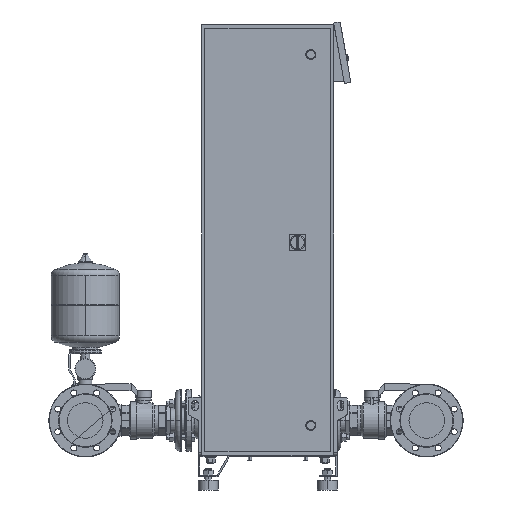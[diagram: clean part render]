
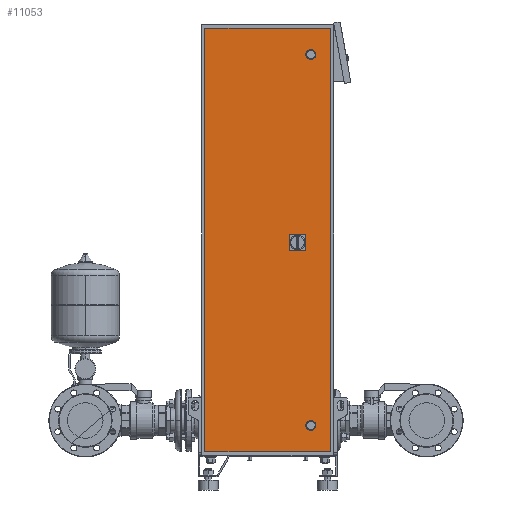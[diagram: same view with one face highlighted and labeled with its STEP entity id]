
A CAD part, left-side view. The second image highlights one B-rep face of the part: STEP entity #11053.
In plain terms, the highlighted free-form (B-spline) face has degree [1, 1] with [2, 2] control points.
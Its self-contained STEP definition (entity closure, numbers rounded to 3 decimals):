
#10686=CARTESIAN_POINT('',(-300.0,-130.0,1300.0));
#10687=VERTEX_POINT('',#10686);
#10703=CARTESIAN_POINT('',(-300.0,-130.0,1330.0));
#10704=VERTEX_POINT('',#10703);
#10711=CARTESIAN_POINT('',(-300.0,-130.0,1315.0));
#10712=DIRECTION('',(1.0,0.0,0.0));
#10713=DIRECTION('',(0.0,0.0,-1.0));
#10714=AXIS2_PLACEMENT_3D('',#10711,#10712,#10713);
#10715=CIRCLE('',#10714,15.0);
#10716=EDGE_CURVE('',#10687,#10704,#10715,.T.);
#10810=CARTESIAN_POINT('',(-300.0,-130.0,180.0));
#10811=VERTEX_POINT('',#10810);
#10827=CARTESIAN_POINT('',(-300.0,-130.0,210.0));
#10828=VERTEX_POINT('',#10827);
#10835=CARTESIAN_POINT('',(-300.0,-130.0,195.0));
#10836=DIRECTION('',(1.0,0.0,0.0));
#10837=DIRECTION('',(0.0,0.0,-1.0));
#10838=AXIS2_PLACEMENT_3D('',#10835,#10836,#10837);
#10839=CIRCLE('',#10838,15.0);
#10840=EDGE_CURVE('',#10811,#10828,#10839,.T.);
#10909=CARTESIAN_POINT('',(-300.0,-130.0,195.0));
#10910=DIRECTION('',(1.0,0.0,0.0));
#10911=DIRECTION('',(0.0,0.0,-1.0));
#10912=AXIS2_PLACEMENT_3D('',#10909,#10910,#10911);
#10913=CIRCLE('',#10912,15.0);
#10914=EDGE_CURVE('',#10828,#10811,#10913,.T.);
#10974=CARTESIAN_POINT('',(-300.0,190.0,115.0));
#10975=VERTEX_POINT('',#10974);
#10976=CARTESIAN_POINT('',(-300.0,-190.0,115.0));
#10977=VERTEX_POINT('',#10976);
#10978=CARTESIAN_POINT('',(-300.0,190.0,115.0));
#10979=DIRECTION('',(0.0,-1.0,0.0));
#10980=VECTOR('',#10979,380.0);
#10981=LINE('',#10978,#10980);
#10982=EDGE_CURVE('',#10975,#10977,#10981,.T.);
#11009=CARTESIAN_POINT('',(-300.0,190.0,1395.0));
#11010=CARTESIAN_POINT('',(-300.0,190.0,115.0));
#11011=CARTESIAN_POINT('',(-300.,-190.0,1395.0));
#11012=CARTESIAN_POINT('',(-300.0,-190.0,115.0));
#11013=B_SPLINE_SURFACE_WITH_KNOTS('',1,1,((#11009,#11011),(#11010,#11012)),.UNSPECIFIED.,.F.,.F.,.U.,(2,2),(2,2),(0.0,1280.0),(0.0,380.0),.UNSPECIFIED.);
#11014=CARTESIAN_POINT('',(-300.0,-190.0,1395.0));
#11015=VERTEX_POINT('',#11014);
#11016=CARTESIAN_POINT('',(-300.0,-190.0,115.0));
#11017=DIRECTION('',(0.0,0.0,1.0));
#11018=VECTOR('',#11017,1280.0);
#11019=LINE('',#11016,#11018);
#11020=EDGE_CURVE('',#10977,#11015,#11019,.T.);
#11021=ORIENTED_EDGE('',*,*,#11020,.T.);
#11022=CARTESIAN_POINT('',(-300.0,190.,1395.0));
#11023=VERTEX_POINT('',#11022);
#11024=CARTESIAN_POINT('',(-300.0,-190.0,1395.0));
#11025=DIRECTION('',(0.0,1.0,0.0));
#11026=VECTOR('',#11025,380.);
#11027=LINE('',#11024,#11026);
#11028=EDGE_CURVE('',#11015,#11023,#11027,.T.);
#11029=ORIENTED_EDGE('',*,*,#11028,.T.);
#11030=CARTESIAN_POINT('',(-300.0,190.,1395.0));
#11031=DIRECTION('',(0.0,0.0,-1.0));
#11032=VECTOR('',#11031,1280.0);
#11033=LINE('',#11030,#11032);
#11034=EDGE_CURVE('',#11023,#10975,#11033,.T.);
#11035=ORIENTED_EDGE('',*,*,#11034,.T.);
#11036=ORIENTED_EDGE('',*,*,#10982,.T.);
#11037=EDGE_LOOP('',(#11021,#11029,#11035,#11036));
#11038=FACE_OUTER_BOUND('',#11037,.T.);
#11039=ORIENTED_EDGE('',*,*,#10914,.T.);
#11040=ORIENTED_EDGE('',*,*,#10840,.T.);
#11041=EDGE_LOOP('',(#11039,#11040));
#11042=FACE_BOUND('',#11041,.T.);
#11043=CARTESIAN_POINT('',(-300.0,-130.0,1315.0));
#11044=DIRECTION('',(1.0,0.0,0.0));
#11045=DIRECTION('',(0.0,0.0,-1.0));
#11046=AXIS2_PLACEMENT_3D('',#11043,#11044,#11045);
#11047=CIRCLE('',#11046,15.0);
#11048=EDGE_CURVE('',#10704,#10687,#11047,.T.);
#11049=ORIENTED_EDGE('',*,*,#11048,.T.);
#11050=ORIENTED_EDGE('',*,*,#10716,.T.);
#11051=EDGE_LOOP('',(#11049,#11050));
#11052=FACE_BOUND('',#11051,.T.);
#11053=ADVANCED_FACE('',(#11038,#11042,#11052),#11013,.T.);
